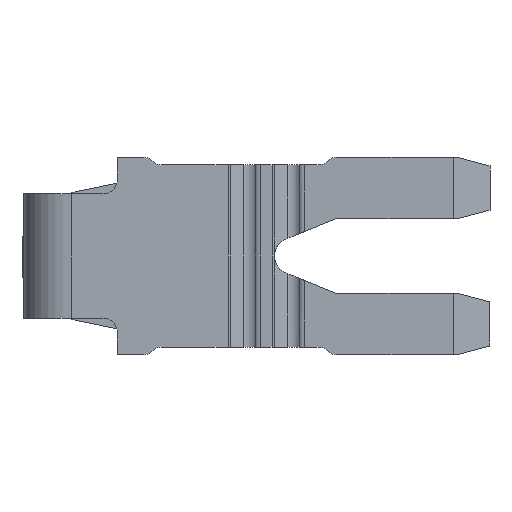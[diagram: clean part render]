
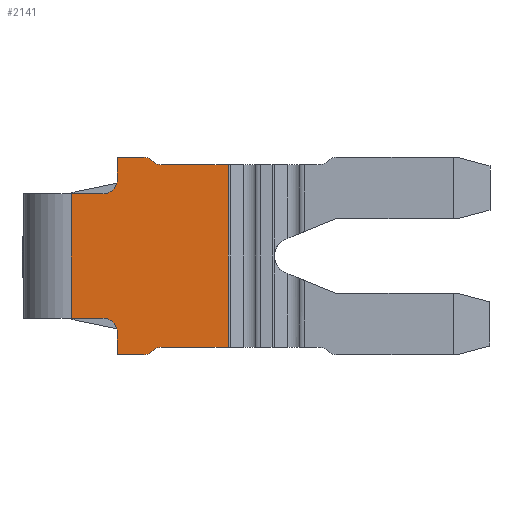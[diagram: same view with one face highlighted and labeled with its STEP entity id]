
A CAD part, front view. The second image highlights one B-rep face of the part: STEP entity #2141.
In plain terms, the highlighted planar face has unit normal (0, -1, 0).
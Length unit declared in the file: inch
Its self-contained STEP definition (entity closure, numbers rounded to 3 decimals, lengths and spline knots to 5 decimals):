
#19 = VERTEX_POINT ( 'NONE', #5005 ) ;
#34 = DIRECTION ( 'NONE',  ( 0., 0., 1. ) ) ;
#74 = LINE ( 'NONE', #5363, #3827 ) ;
#95 = DIRECTION ( 'NONE',  ( 0., -1., 0. ) ) ;
#104 = FACE_OUTER_BOUND ( 'NONE', #3990, .T. ) ;
#125 = EDGE_CURVE ( 'NONE', #510, #4458, #4441, .T. ) ;
#131 = AXIS2_PLACEMENT_3D ( 'NONE', #4908, #3434, #599 ) ;
#167 = VERTEX_POINT ( 'NONE', #1741 ) ;
#180 = VERTEX_POINT ( 'NONE', #1762 ) ;
#251 = AXIS2_PLACEMENT_3D ( 'NONE', #3977, #1142, #4500 ) ;
#301 = LINE ( 'NONE', #4290, #2510 ) ;
#302 = ORIENTED_EDGE ( 'NONE', *, *, #1926, .F. ) ;
#315 = ORIENTED_EDGE ( 'NONE', *, *, #3819, .F. ) ;
#324 = VECTOR ( 'NONE', #1541, 39.37008 ) ;
#331 = CARTESIAN_POINT ( 'NONE',  ( -0.184, 0., -0.0425 ) ) ;
#346 = EDGE_CURVE ( 'NONE', #3106, #4088, #3208, .T. ) ;
#461 = DIRECTION ( 'NONE',  ( 0., 0., -1. ) ) ;
#489 = ORIENTED_EDGE ( 'NONE', *, *, #125, .F. ) ;
#510 = VERTEX_POINT ( 'NONE', #3021 ) ;
#599 = DIRECTION ( 'NONE',  ( 0., 0., -1. ) ) ;
#636 = CARTESIAN_POINT ( 'NONE',  ( -0.0972, 0., 0.0659 ) ) ;
#672 = CIRCLE ( 'NONE', #2645, 0.01 ) ;
#722 = DIRECTION ( 'NONE',  ( 0., -1., 0. ) ) ;
#759 = VERTEX_POINT ( 'NONE', #6068 ) ;
#802 = CARTESIAN_POINT ( 'NONE',  ( -0.13, 0., -0.0425 ) ) ;
#819 = VECTOR ( 'NONE', #4903, 39.37008 ) ;
#864 = CARTESIAN_POINT ( 'NONE',  ( -0.1515, 0., -0.0425 ) ) ;
#878 = LINE ( 'NONE', #331, #6026 ) ;
#915 = EDGE_CURVE ( 'NONE', #4873, #4210, #3720, .T. ) ;
#955 = LINE ( 'NONE', #3870, #819 ) ;
#957 = VERTEX_POINT ( 'NONE', #636 ) ;
#1022 = EDGE_CURVE ( 'NONE', #759, #2153, #3132, .T. ) ;
#1142 = DIRECTION ( 'NONE',  ( 0., 1., 0. ) ) ;
#1148 = VERTEX_POINT ( 'NONE', #864 ) ;
#1165 = ORIENTED_EDGE ( 'NONE', *, *, #6021, .F. ) ;
#1213 = LINE ( 'NONE', #5832, #6225 ) ;
#1220 = DIRECTION ( 'NONE',  ( 0., 1., 0. ) ) ;
#1226 = CARTESIAN_POINT ( 'NONE',  ( -0.0948, 0., -0.0641 ) ) ;
#1253 = DIRECTION ( 'NONE',  ( 0., 1., 0. ) ) ;
#1273 = CARTESIAN_POINT ( 'NONE',  ( -0.12, 0., 0.0675 ) ) ;
#1293 = EDGE_CURVE ( 'NONE', #4161, #5658, #5526, .T. ) ;
#1351 = EDGE_CURVE ( 'NONE', #2153, #4088, #3715, .T. ) ;
#1378 = ORIENTED_EDGE ( 'NONE', *, *, #1351, .F. ) ;
#1515 = CARTESIAN_POINT ( 'NONE',  ( -0.1515, 0., 0.0595 ) ) ;
#1523 = CARTESIAN_POINT ( 'NONE',  ( -0.09, 0., 0.0625 ) ) ;
#1541 = DIRECTION ( 'NONE',  ( 1., 0., 0. ) ) ;
#1590 = ORIENTED_EDGE ( 'NONE', *, *, #5983, .T. ) ;
#1638 = VECTOR ( 'NONE', #34, 39.37008 ) ;
#1726 = AXIS2_PLACEMENT_3D ( 'NONE', #6256, #3288, #461 ) ;
#1735 = EDGE_CURVE ( 'NONE', #957, #759, #1213, .T. ) ;
#1741 = CARTESIAN_POINT ( 'NONE',  ( -0.12, 0., -0.0675 ) ) ;
#1762 = CARTESIAN_POINT ( 'NONE',  ( -0.13, 0., 0.0425 ) ) ;
#1926 = EDGE_CURVE ( 'NONE', #5786, #180, #3944, .T. ) ;
#1946 = VECTOR ( 'NONE', #3300, 39.37008 ) ;
#1947 = EDGE_CURVE ( 'NONE', #2402, #5727, #2535, .T. ) ;
#2035 = VECTOR ( 'NONE', #3443, 39.37008 ) ;
#2039 = CARTESIAN_POINT ( 'NONE',  ( -0.102, 0., 0.0675 ) ) ;
#2141 = ADVANCED_FACE ( 'NONE', ( #104 ), #5906, .T. ) ;
#2153 = VERTEX_POINT ( 'NONE', #1523 ) ;
#2351 = CARTESIAN_POINT ( 'NONE',  ( -0.102, 0., -0.0675 ) ) ;
#2401 = DIRECTION ( 'NONE',  ( 0.8, 0., -0.6 ) ) ;
#2402 = VERTEX_POINT ( 'NONE', #802 ) ;
#2448 = DIRECTION ( 'NONE',  ( -0.8, 0., -0.6 ) ) ;
#2466 = VECTOR ( 'NONE', #2536, 39.37008 ) ;
#2510 = VECTOR ( 'NONE', #5287, 39.37008 ) ;
#2535 = CIRCLE ( 'NONE', #251, 0.01 ) ;
#2536 = DIRECTION ( 'NONE',  ( 1., 0., 0. ) ) ;
#2563 = EDGE_CURVE ( 'NONE', #19, #957, #3049, .T. ) ;
#2645 = AXIS2_PLACEMENT_3D ( 'NONE', #4053, #1220, #4579 ) ;
#2838 = CARTESIAN_POINT ( 'NONE',  ( -0.1515, 0., 0.0425 ) ) ;
#2911 = CARTESIAN_POINT ( 'NONE',  ( -0.09, 0., -0.0705 ) ) ;
#2923 = AXIS2_PLACEMENT_3D ( 'NONE', #3557, #722, #4038 ) ;
#3021 = CARTESIAN_POINT ( 'NONE',  ( -0.0972, 0., -0.0659 ) ) ;
#3049 = CIRCLE ( 'NONE', #1726, 0.008 ) ;
#3066 = CARTESIAN_POINT ( 'NONE',  ( -0.12, 0., 0.0525 ) ) ;
#3092 = LINE ( 'NONE', #5296, #5564 ) ;
#3106 = VERTEX_POINT ( 'NONE', #5495 ) ;
#3132 = CIRCLE ( 'NONE', #2923, 0.008 ) ;
#3208 = LINE ( 'NONE', #3779, #1946 ) ;
#3288 = DIRECTION ( 'NONE',  ( 0., 1., 0. ) ) ;
#3297 = LINE ( 'NONE', #1515, #2035 ) ;
#3300 = DIRECTION ( 'NONE',  ( 0., 0., 1. ) ) ;
#3337 = CARTESIAN_POINT ( 'NONE',  ( -0.12, 0., -0.0675 ) ) ;
#3389 = DIRECTION ( 'NONE',  ( 0., 0., 1. ) ) ;
#3421 = EDGE_CURVE ( 'NONE', #4161, #180, #672, .T. ) ;
#3434 = DIRECTION ( 'NONE',  ( 0., -1., 0. ) ) ;
#3443 = DIRECTION ( 'NONE',  ( 0., 0., -1. ) ) ;
#3557 = CARTESIAN_POINT ( 'NONE',  ( -0.09, 0., 0.0705 ) ) ;
#3638 = DIRECTION ( 'NONE',  ( 1., 0., 0. ) ) ;
#3714 = EDGE_CURVE ( 'NONE', #167, #5727, #301, .T. ) ;
#3715 = LINE ( 'NONE', #5964, #2466 ) ;
#3720 = CIRCLE ( 'NONE', #5348, 0.008 ) ;
#3726 = CARTESIAN_POINT ( 'NONE',  ( -0.12, 0., -0.0525 ) ) ;
#3737 = ORIENTED_EDGE ( 'NONE', *, *, #1947, .T. ) ;
#3779 = CARTESIAN_POINT ( 'NONE',  ( -0.04419, 0., 0.0625 ) ) ;
#3819 = EDGE_CURVE ( 'NONE', #4458, #167, #955, .T. ) ;
#3827 = VECTOR ( 'NONE', #2448, 39.37008 ) ;
#3870 = CARTESIAN_POINT ( 'NONE',  ( -0.102, 0., -0.0675 ) ) ;
#3920 = ORIENTED_EDGE ( 'NONE', *, *, #5205, .T. ) ;
#3944 = LINE ( 'NONE', #5956, #324 ) ;
#3955 = EDGE_CURVE ( 'NONE', #4210, #510, #74, .T. ) ;
#3956 = CARTESIAN_POINT ( 'NONE',  ( -0.04419, 0., 0.0625 ) ) ;
#3977 = CARTESIAN_POINT ( 'NONE',  ( -0.13, 0., -0.0525 ) ) ;
#3990 = EDGE_LOOP ( 'NONE', ( #302, #1590, #3920, #3737, #5478, #315, #489, #4706, #4551, #6244, #4488, #1378, #4789, #4719, #4392, #1165, #4424, #5974 ) ) ;
#4038 = DIRECTION ( 'NONE',  ( 0., 0., 1. ) ) ;
#4053 = CARTESIAN_POINT ( 'NONE',  ( -0.13, 0., 0.0525 ) ) ;
#4088 = VERTEX_POINT ( 'NONE', #3956 ) ;
#4103 = CARTESIAN_POINT ( 'NONE',  ( -0.102, 0., -0.0595 ) ) ;
#4161 = VERTEX_POINT ( 'NONE', #3066 ) ;
#4210 = VERTEX_POINT ( 'NONE', #1226 ) ;
#4290 = CARTESIAN_POINT ( 'NONE',  ( -0.12, 0., -0.0675 ) ) ;
#4329 = DIRECTION ( 'NONE',  ( -1., 0., 0. ) ) ;
#4392 = ORIENTED_EDGE ( 'NONE', *, *, #2563, .F. ) ;
#4424 = ORIENTED_EDGE ( 'NONE', *, *, #1293, .F. ) ;
#4441 = CIRCLE ( 'NONE', #5148, 0.008 ) ;
#4457 = VECTOR ( 'NONE', #5953, 39.37008 ) ;
#4458 = VERTEX_POINT ( 'NONE', #2351 ) ;
#4488 = ORIENTED_EDGE ( 'NONE', *, *, #346, .T. ) ;
#4500 = DIRECTION ( 'NONE',  ( 0., 0., -1. ) ) ;
#4551 = ORIENTED_EDGE ( 'NONE', *, *, #915, .F. ) ;
#4579 = DIRECTION ( 'NONE',  ( 0., 0., -1. ) ) ;
#4616 = DIRECTION ( 'NONE',  ( 0., 0., -1. ) ) ;
#4706 = ORIENTED_EDGE ( 'NONE', *, *, #3955, .F. ) ;
#4719 = ORIENTED_EDGE ( 'NONE', *, *, #1735, .F. ) ;
#4789 = ORIENTED_EDGE ( 'NONE', *, *, #1022, .F. ) ;
#4873 = VERTEX_POINT ( 'NONE', #4878 ) ;
#4878 = CARTESIAN_POINT ( 'NONE',  ( -0.09, 0., -0.0625 ) ) ;
#4903 = DIRECTION ( 'NONE',  ( -1., 0., 0. ) ) ;
#4908 = CARTESIAN_POINT ( 'NONE',  ( 0.03, 0., 0.0595 ) ) ;
#5005 = CARTESIAN_POINT ( 'NONE',  ( -0.102, 0., 0.0675 ) ) ;
#5148 = AXIS2_PLACEMENT_3D ( 'NONE', #4103, #1253, #4616 ) ;
#5205 = EDGE_CURVE ( 'NONE', #1148, #2402, #878, .T. ) ;
#5266 = EDGE_CURVE ( 'NONE', #3106, #4873, #3092, .T. ) ;
#5287 = DIRECTION ( 'NONE',  ( 0., 0., 1. ) ) ;
#5296 = CARTESIAN_POINT ( 'NONE',  ( 0.018, 0., -0.0625 ) ) ;
#5348 = AXIS2_PLACEMENT_3D ( 'NONE', #2911, #95, #3389 ) ;
#5363 = CARTESIAN_POINT ( 'NONE',  ( -0.0948, 0., -0.0641 ) ) ;
#5471 = LINE ( 'NONE', #2039, #4457 ) ;
#5478 = ORIENTED_EDGE ( 'NONE', *, *, #3714, .F. ) ;
#5495 = CARTESIAN_POINT ( 'NONE',  ( -0.04419, 0., -0.0625 ) ) ;
#5526 = LINE ( 'NONE', #3337, #1638 ) ;
#5564 = VECTOR ( 'NONE', #4329, 39.37008 ) ;
#5658 = VERTEX_POINT ( 'NONE', #1273 ) ;
#5727 = VERTEX_POINT ( 'NONE', #3726 ) ;
#5786 = VERTEX_POINT ( 'NONE', #2838 ) ;
#5832 = CARTESIAN_POINT ( 'NONE',  ( -0.0948, 0., 0.0641 ) ) ;
#5906 = PLANE ( 'NONE',  #131 ) ;
#5953 = DIRECTION ( 'NONE',  ( 1., 0., 0. ) ) ;
#5956 = CARTESIAN_POINT ( 'NONE',  ( -0.184, 0., 0.0425 ) ) ;
#5964 = CARTESIAN_POINT ( 'NONE',  ( 0.018, 0., 0.0625 ) ) ;
#5974 = ORIENTED_EDGE ( 'NONE', *, *, #3421, .T. ) ;
#5983 = EDGE_CURVE ( 'NONE', #5786, #1148, #3297, .T. ) ;
#6021 = EDGE_CURVE ( 'NONE', #5658, #19, #5471, .T. ) ;
#6026 = VECTOR ( 'NONE', #3638, 39.37008 ) ;
#6068 = CARTESIAN_POINT ( 'NONE',  ( -0.0948, 0., 0.0641 ) ) ;
#6225 = VECTOR ( 'NONE', #2401, 39.37008 ) ;
#6244 = ORIENTED_EDGE ( 'NONE', *, *, #5266, .F. ) ;
#6256 = CARTESIAN_POINT ( 'NONE',  ( -0.102, 0., 0.0595 ) ) ;
